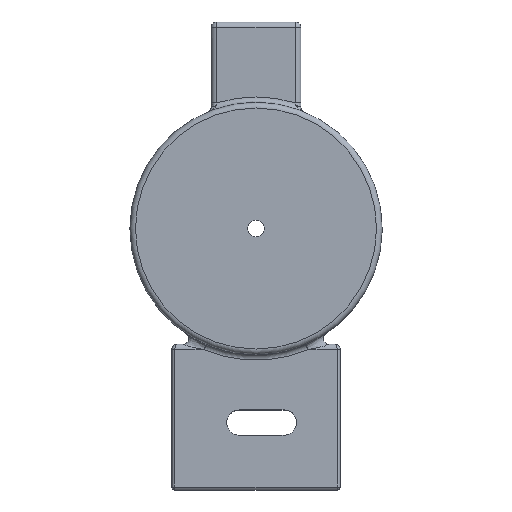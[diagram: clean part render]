
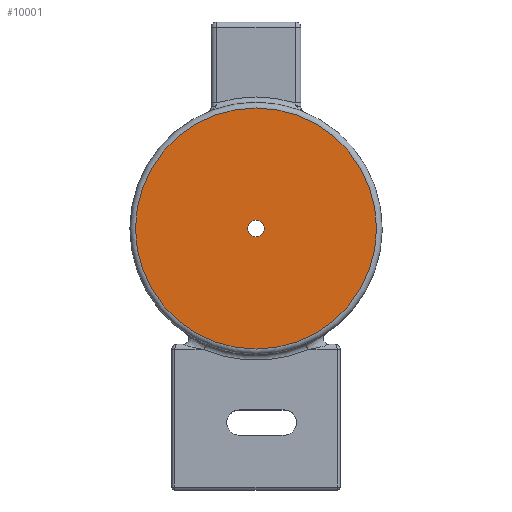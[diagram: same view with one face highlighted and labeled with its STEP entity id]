
A CAD part, top view. The second image highlights one B-rep face of the part: STEP entity #10001.
In plain terms, the highlighted planar face has unit normal (0, 0, 1).
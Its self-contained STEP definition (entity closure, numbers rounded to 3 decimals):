
#2813 = TOROIDAL_SURFACE('',#2814,21.5,1.);
#2814 = AXIS2_PLACEMENT_3D('',#2815,#2816,#2817);
#2815 = CARTESIAN_POINT('',(0.,0.,33.));
#2816 = DIRECTION('',(0.,0.,-1.));
#2817 = DIRECTION('',(-1.,0.,0.));
#5403 = VERTEX_POINT('',#5404);
#5404 = CARTESIAN_POINT('',(-21.5,0.,34.));
#5424 = EDGE_CURVE('',#5403,#5403,#5425,.T.);
#5425 = SURFACE_CURVE('',#5426,(#5431,#5437),.PCURVE_S1.);
#5426 = CIRCLE('',#5427,21.5);
#5427 = AXIS2_PLACEMENT_3D('',#5428,#5429,#5430);
#5428 = CARTESIAN_POINT('',(0.,0.,34.));
#5429 = DIRECTION('',(0.,0.,1.));
#5430 = DIRECTION('',(-1.,0.,0.));
#5431 = PCURVE('',#2813,#5432);
#5432 = DEFINITIONAL_REPRESENTATION('',(#5433),#5436);
#5433 = B_SPLINE_CURVE_WITH_KNOTS('',1,(#5434,#5435),.UNSPECIFIED.,.F.,
  .F.,(2,2),(0.,6.283),
  .PIECEWISE_BEZIER_KNOTS.);
#5434 = CARTESIAN_POINT('',(0.,4.712));
#5435 = CARTESIAN_POINT('',(-6.283,4.712));
#5436 = ( GEOMETRIC_REPRESENTATION_CONTEXT(2) 
PARAMETRIC_REPRESENTATION_CONTEXT() REPRESENTATION_CONTEXT('2D SPACE',''
  ) );
#5437 = PCURVE('',#5438,#5443);
#5438 = PLANE('',#5439);
#5439 = AXIS2_PLACEMENT_3D('',#5440,#5441,#5442);
#5440 = CARTESIAN_POINT('',(0.,0.,34.));
#5441 = DIRECTION('',(0.,0.,1.));
#5442 = DIRECTION('',(-1.,0.,0.));
#5443 = DEFINITIONAL_REPRESENTATION('',(#5444),#5448);
#5444 = CIRCLE('',#5445,21.5);
#5445 = AXIS2_PLACEMENT_2D('',#5446,#5447);
#5446 = CARTESIAN_POINT('',(0.,0.));
#5447 = DIRECTION('',(1.,0.));
#5448 = ( GEOMETRIC_REPRESENTATION_CONTEXT(2) 
PARAMETRIC_REPRESENTATION_CONTEXT() REPRESENTATION_CONTEXT('2D SPACE',''
  ) );
#10001 = ADVANCED_FACE('',(#10002,#10005),#5438,.T.);
#10002 = FACE_BOUND('',#10003,.T.);
#10003 = EDGE_LOOP('',(#10004));
#10004 = ORIENTED_EDGE('',*,*,#5424,.T.);
#10005 = FACE_BOUND('',#10006,.T.);
#10006 = EDGE_LOOP('',(#10007));
#10007 = ORIENTED_EDGE('',*,*,#10008,.F.);
#10008 = EDGE_CURVE('',#10009,#10009,#10011,.T.);
#10009 = VERTEX_POINT('',#10010);
#10010 = CARTESIAN_POINT('',(-1.5,0.,34.));
#10011 = SURFACE_CURVE('',#10012,(#10017,#10024),.PCURVE_S1.);
#10012 = CIRCLE('',#10013,1.5);
#10013 = AXIS2_PLACEMENT_3D('',#10014,#10015,#10016);
#10014 = CARTESIAN_POINT('',(0.,0.,34.));
#10015 = DIRECTION('',(0.,0.,1.));
#10016 = DIRECTION('',(-1.,0.,0.));
#10017 = PCURVE('',#5438,#10018);
#10018 = DEFINITIONAL_REPRESENTATION('',(#10019),#10023);
#10019 = CIRCLE('',#10020,1.5);
#10020 = AXIS2_PLACEMENT_2D('',#10021,#10022);
#10021 = CARTESIAN_POINT('',(0.,0.));
#10022 = DIRECTION('',(1.,0.));
#10023 = ( GEOMETRIC_REPRESENTATION_CONTEXT(2) 
PARAMETRIC_REPRESENTATION_CONTEXT() REPRESENTATION_CONTEXT('2D SPACE',''
  ) );
#10024 = PCURVE('',#10025,#10030);
#10025 = CYLINDRICAL_SURFACE('',#10026,1.5);
#10026 = AXIS2_PLACEMENT_3D('',#10027,#10028,#10029);
#10027 = CARTESIAN_POINT('',(0.,0.,34.));
#10028 = DIRECTION('',(0.,0.,-1.));
#10029 = DIRECTION('',(-1.,0.,0.));
#10030 = DEFINITIONAL_REPRESENTATION('',(#10031),#10034);
#10031 = B_SPLINE_CURVE_WITH_KNOTS('',1,(#10032,#10033),.UNSPECIFIED.,
  .F.,.F.,(2,2),(0.,6.283),.PIECEWISE_BEZIER_KNOTS.);
#10032 = CARTESIAN_POINT('',(0.,0.));
#10033 = CARTESIAN_POINT('',(-6.283,0.));
#10034 = ( GEOMETRIC_REPRESENTATION_CONTEXT(2) 
PARAMETRIC_REPRESENTATION_CONTEXT() REPRESENTATION_CONTEXT('2D SPACE',''
  ) );
